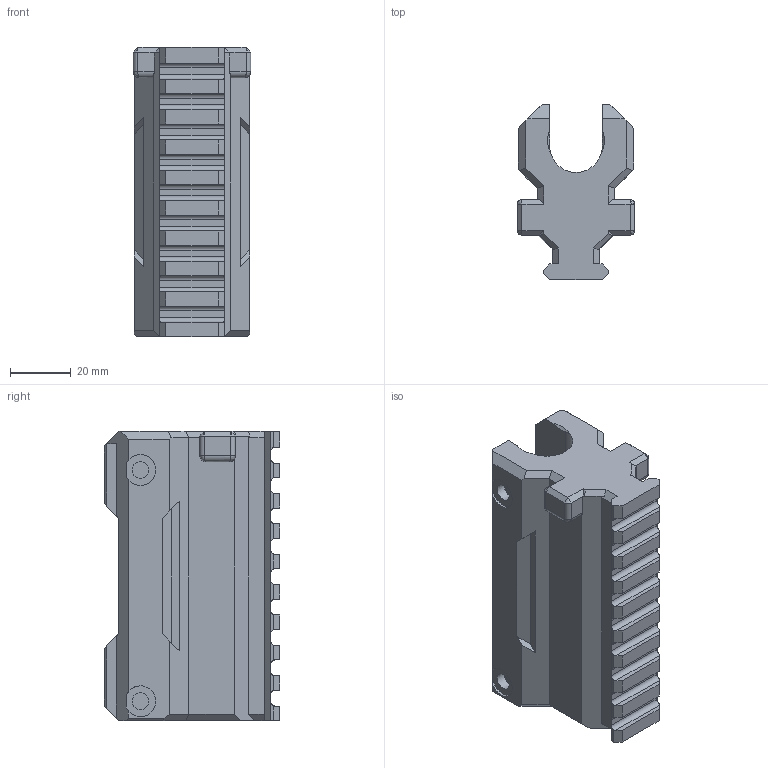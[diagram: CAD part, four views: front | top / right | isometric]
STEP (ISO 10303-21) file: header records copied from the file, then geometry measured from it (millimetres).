
FILE_DESCRIPTION(/* description */ (''),/* implementation_level */ '2;1');
FILE_NAME(/* name */ 'Caliburn U Grip.step',/* time_stamp */ '2023-02-26T18:25:12-08:00',/* author */ (''),/* organization */ (''),/* preprocessor_version */ 'ST-DEVELOPER v19.2',/* originating_system */ 'Autodesk Translation Framework v11.17.0.187',/* authorisation */ '');
FILE_SCHEMA (('AUTOMOTIVE_DESIGN { 1 0 10303 214 3 1 1 }'));
Length unit declared in the file: millimetre
Products named in the file (2): CaliburnU; OGDoomS
Assembly tree (1 placements, depth 2):
  CaliburnU
    OGDoomS
Bounding box: 38.69 x 57.75 x 95.25 mm (x, y, z)
Volume: 106127 mm3; surface area: 28698.4 mm2
Topology: 1 solids, 1 shells, 216 faces, 610 edges, 392 vertices
Faces by surface type: plane 163, cylinder 41, cone 8, bspline 4
Full cylindrical faces by diameter (mm): 5.588 x8
Entity records: 7075 total; most frequent: CARTESIAN_POINT 1361, ORIENTED_EDGE 1204, DIRECTION 1152, EDGE_CURVE 602, LINE 458, VECTOR 458, VERTEX_POINT 392, AXIS2_PLACEMENT_3D 347
